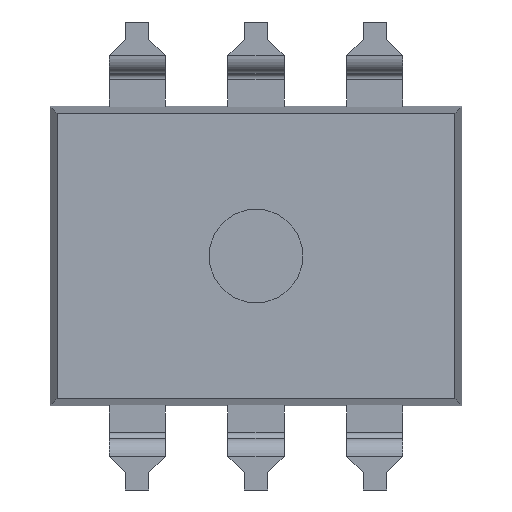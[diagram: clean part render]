
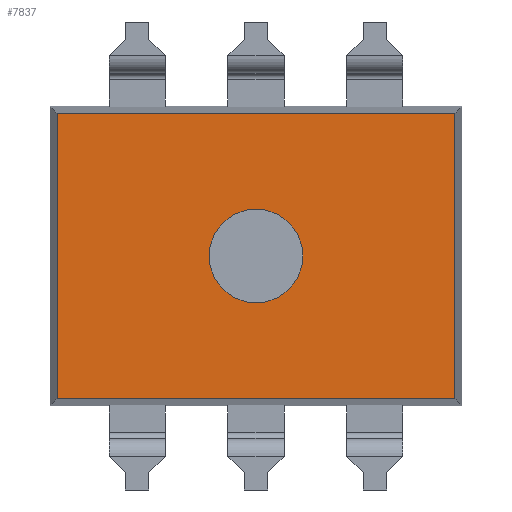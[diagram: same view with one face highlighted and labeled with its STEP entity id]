
A CAD part, front view. The second image highlights one B-rep face of the part: STEP entity #7837.
In plain terms, the highlighted planar face has unit normal (0, -1, 0).
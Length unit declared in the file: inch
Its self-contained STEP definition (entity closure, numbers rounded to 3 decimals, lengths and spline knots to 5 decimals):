
#459=CARTESIAN_POINT('',(0.03937,-0.06693,0.));
#460=VERTEX_POINT('',#459);
#461=CARTESIAN_POINT('',(0.0,-0.06693,0.0));
#462=DIRECTION('',(0.0,1.0,0.0));
#463=DIRECTION('',(-1.0,0.0,0.0));
#464=AXIS2_PLACEMENT_3D('',#461,#462,#463);
#465=CIRCLE('',#464,0.03937);
#466=EDGE_CURVE('',#460,#460,#465,.T.);
#7597=CARTESIAN_POINT('',(-0.16737,-0.06693,0.12013));
#7598=VERTEX_POINT('',#7597);
#7605=CARTESIAN_POINT('',(0.16737,-0.06693,0.12013));
#7606=VERTEX_POINT('',#7605);
#7607=CARTESIAN_POINT('',(-0.16737,-0.06693,0.12013));
#7608=DIRECTION('',(1.0,0.0,0.0));
#7609=VECTOR('',#7608,0.33475);
#7610=LINE('',#7607,#7609);
#7611=EDGE_CURVE('',#7606,#7598,#7610,.F.);
#7765=CARTESIAN_POINT('',(0.16737,-0.06693,-0.12013));
#7766=VERTEX_POINT('',#7765);
#7773=CARTESIAN_POINT('',(-0.16737,-0.06693,-0.12013));
#7774=VERTEX_POINT('',#7773);
#7775=CARTESIAN_POINT('',(-0.16737,-0.06693,-0.12013));
#7776=DIRECTION('',(1.0,0.0,0.0));
#7777=VECTOR('',#7776,0.33475);
#7778=LINE('',#7775,#7777);
#7779=EDGE_CURVE('',#7774,#7766,#7778,.T.);
#7807=CARTESIAN_POINT('',(0.16737,-0.06693,0.12013));
#7808=DIRECTION('',(0.0,0.0,-1.0));
#7809=VECTOR('',#7808,0.24026);
#7810=LINE('',#7807,#7809);
#7811=EDGE_CURVE('',#7606,#7766,#7810,.T.);
#7818=CARTESIAN_POINT('',(0.16737,-0.06693,0.0));
#7819=DIRECTION('',(0.0,-1.0,0.0));
#7820=DIRECTION('',(0.0,0.0,-1.0));
#7821=AXIS2_PLACEMENT_3D('',#7818,#7819,#7820);
#7822=PLANE('',#7821);
#7823=ORIENTED_EDGE('',*,*,#7611,.T.);
#7824=CARTESIAN_POINT('',(-0.16737,-0.06693,0.12013));
#7825=DIRECTION('',(0.0,0.0,-1.0));
#7826=VECTOR('',#7825,0.24026);
#7827=LINE('',#7824,#7826);
#7828=EDGE_CURVE('',#7598,#7774,#7827,.T.);
#7829=ORIENTED_EDGE('',*,*,#7828,.T.);
#7830=ORIENTED_EDGE('',*,*,#7779,.T.);
#7831=ORIENTED_EDGE('',*,*,#7811,.F.);
#7832=EDGE_LOOP('',(#7823,#7829,#7830,#7831));
#7833=FACE_OUTER_BOUND('',#7832,.T.);
#7834=ORIENTED_EDGE('',*,*,#466,.T.);
#7835=EDGE_LOOP('',(#7834));
#7836=FACE_BOUND('',#7835,.T.);
#7837=ADVANCED_FACE('',(#7833,#7836),#7822,.T.);
